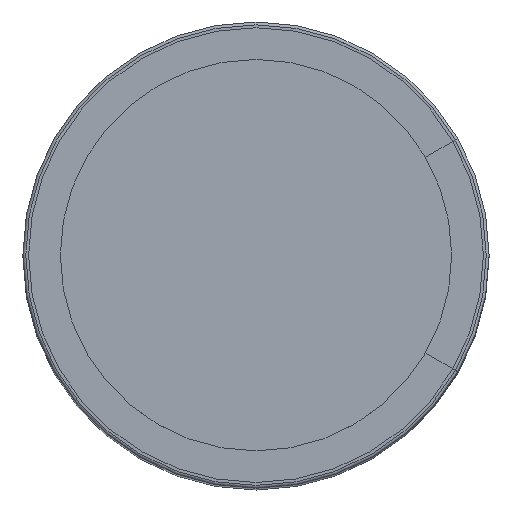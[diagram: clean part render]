
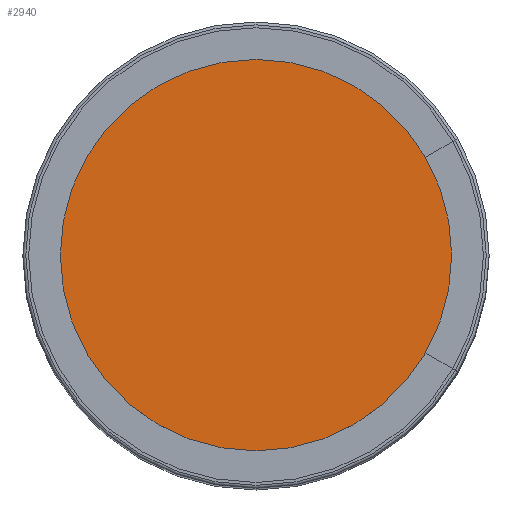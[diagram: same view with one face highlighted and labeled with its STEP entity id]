
A CAD part, top view. The second image highlights one B-rep face of the part: STEP entity #2940.
In plain terms, the highlighted planar face has unit normal (0, 0, 1).
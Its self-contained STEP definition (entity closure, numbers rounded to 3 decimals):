
#2783 = EDGE_CURVE('',#2784,#2784,#2786,.T.);
#2784 = VERTEX_POINT('',#2785);
#2785 = CARTESIAN_POINT('',(7.9,0.,36.));
#2786 = SURFACE_CURVE('',#2787,(#2792,#2826),.PCURVE_S1.);
#2787 = CIRCLE('',#2788,7.9);
#2788 = AXIS2_PLACEMENT_3D('',#2789,#2790,#2791);
#2789 = CARTESIAN_POINT('',(0.,0.,36.));
#2790 = DIRECTION('',(0.,0.,-1.));
#2791 = DIRECTION('',(-1.,0.,0.));
#2792 = PCURVE('',#2793,#2798);
#2793 = TOROIDAL_SURFACE('',#2794,7.9,0.1);
#2794 = AXIS2_PLACEMENT_3D('',#2795,#2796,#2797);
#2795 = CARTESIAN_POINT('',(0.,0.,35.9));
#2796 = DIRECTION('',(0.,0.,-1.));
#2797 = DIRECTION('',(-1.,0.,0.));
#2798 = DEFINITIONAL_REPRESENTATION('',(#2799),#2825);
#2799 = B_SPLINE_CURVE_WITH_KNOTS('',3,(#2800,#2801,#2802,#2803,#2804,
    #2805,#2806,#2807,#2808,#2809,#2810,#2811,#2812,#2813,#2814,#2815,
    #2816,#2817,#2818,#2819,#2820,#2821,#2822,#2823,#2824),
  .UNSPECIFIED.,.F.,.F.,(4,1,1,1,1,1,1,1,1,1,1,1,1,1,1,1,1,1,1,1,1,1,4),
  (3.142,3.427,3.713,3.998,
    4.284,4.57,4.855,5.141,
    5.426,5.712,5.998,6.283,
    6.569,6.854,7.14,7.426,
    7.711,7.997,8.282,8.568,
    8.854,9.139,9.425),.UNSPECIFIED.);
#2800 = CARTESIAN_POINT('',(3.142,4.712));
#2801 = CARTESIAN_POINT('',(3.237,4.712));
#2802 = CARTESIAN_POINT('',(3.427,4.712));
#2803 = CARTESIAN_POINT('',(3.713,4.712));
#2804 = CARTESIAN_POINT('',(3.998,4.712));
#2805 = CARTESIAN_POINT('',(4.284,4.712));
#2806 = CARTESIAN_POINT('',(4.57,4.712));
#2807 = CARTESIAN_POINT('',(4.855,4.712));
#2808 = CARTESIAN_POINT('',(5.141,4.712));
#2809 = CARTESIAN_POINT('',(5.426,4.712));
#2810 = CARTESIAN_POINT('',(5.712,4.712));
#2811 = CARTESIAN_POINT('',(5.998,4.712));
#2812 = CARTESIAN_POINT('',(6.283,4.712));
#2813 = CARTESIAN_POINT('',(6.569,4.712));
#2814 = CARTESIAN_POINT('',(6.854,4.712));
#2815 = CARTESIAN_POINT('',(7.14,4.712));
#2816 = CARTESIAN_POINT('',(7.426,4.712));
#2817 = CARTESIAN_POINT('',(7.711,4.712));
#2818 = CARTESIAN_POINT('',(7.997,4.712));
#2819 = CARTESIAN_POINT('',(8.282,4.712));
#2820 = CARTESIAN_POINT('',(8.568,4.712));
#2821 = CARTESIAN_POINT('',(8.854,4.712));
#2822 = CARTESIAN_POINT('',(9.139,4.712));
#2823 = CARTESIAN_POINT('',(9.33,4.712));
#2824 = CARTESIAN_POINT('',(9.425,4.712));
#2825 = ( GEOMETRIC_REPRESENTATION_CONTEXT(2) 
PARAMETRIC_REPRESENTATION_CONTEXT() REPRESENTATION_CONTEXT('2D SPACE',''
  ) );
#2826 = PCURVE('',#2827,#2832);
#2827 = PLANE('',#2828);
#2828 = AXIS2_PLACEMENT_3D('',#2829,#2830,#2831);
#2829 = CARTESIAN_POINT('',(0.,0.,36.));
#2830 = DIRECTION('',(0.,0.,1.));
#2831 = DIRECTION('',(1.,0.,-0.));
#2832 = DEFINITIONAL_REPRESENTATION('',(#2833),#2841);
#2833 = ( BOUNDED_CURVE() B_SPLINE_CURVE(2,(#2834,#2835,#2836,#2837,
#2838,#2839,#2840),.UNSPECIFIED.,.T.,.F.) B_SPLINE_CURVE_WITH_KNOTS((1,2
    ,2,2,2,1),(-2.094,0.,2.094,4.189,
6.283,8.378),.UNSPECIFIED.) CURVE() 
GEOMETRIC_REPRESENTATION_ITEM() RATIONAL_B_SPLINE_CURVE((1.,0.5,1.,0.5,
1.,0.5,1.)) REPRESENTATION_ITEM('') );
#2834 = CARTESIAN_POINT('',(-7.9,0.));
#2835 = CARTESIAN_POINT('',(-7.9,13.683));
#2836 = CARTESIAN_POINT('',(3.95,6.842));
#2837 = CARTESIAN_POINT('',(15.8,0.));
#2838 = CARTESIAN_POINT('',(3.95,-6.842));
#2839 = CARTESIAN_POINT('',(-7.9,-13.683));
#2840 = CARTESIAN_POINT('',(-7.9,0.));
#2841 = ( GEOMETRIC_REPRESENTATION_CONTEXT(2) 
PARAMETRIC_REPRESENTATION_CONTEXT() REPRESENTATION_CONTEXT('2D SPACE',''
  ) );
#2940 = ADVANCED_FACE('',(#2941),#2827,.T.);
#2941 = FACE_BOUND('',#2942,.T.);
#2942 = EDGE_LOOP('',(#2943));
#2943 = ORIENTED_EDGE('',*,*,#2783,.F.);
